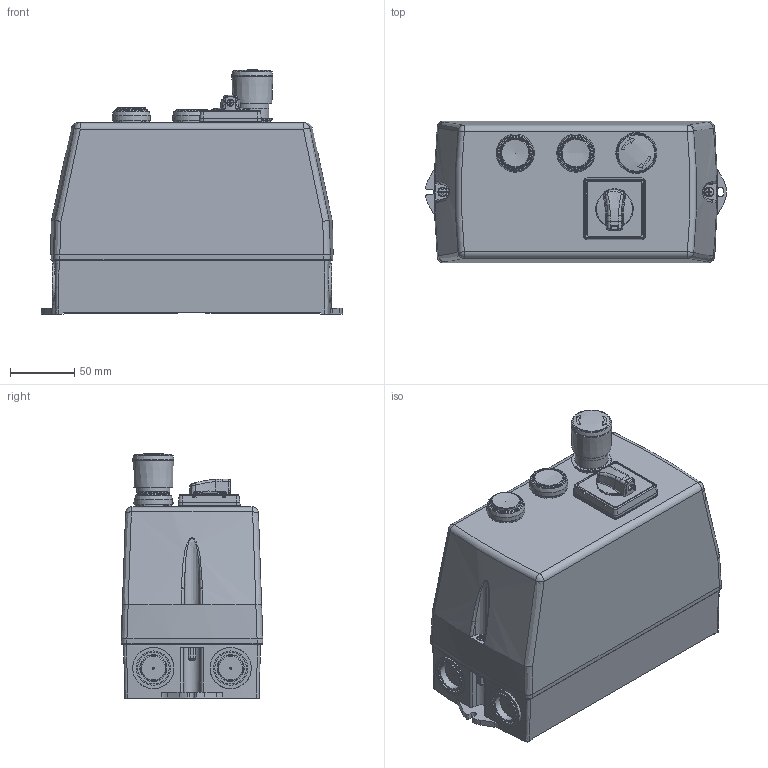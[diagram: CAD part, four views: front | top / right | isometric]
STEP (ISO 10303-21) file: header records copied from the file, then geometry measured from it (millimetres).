
FILE_DESCRIPTION(/* description */ (''),/* implementation_level */ '2;1');
FILE_NAME(/* name */ '3D_M2P009__.stp',/* time_stamp */ '2024-12-06T14:26:47+01:00',/* author */ (''),/* organization */ (''),/* preprocessor_version */ 'ST-DEVELOPER v16.7',/* originating_system */ 'SIEMENS PLM Software NX 12.0',/* authorisation */ '');
FILE_SCHEMA (('AP203_CONFIGURATION_CONTROLLED_3D_DESIGN_OF_MECHANICAL_PARTS_AND_ASSEMBLIES_MIM_LF { 1 0 10303 403 2 1 2}'));
Length unit declared in the file: millimetre
Products named in the file (1): Ferr2B90FABB2dys
Bounding box: 233.72 x 110 x 189.65 mm (x, y, z)
Surface area: 158787.9 mm2 (no closed solid volume)
Topology: 0 solids, 34 shells, 614 faces, 2634 edges, 2006 vertices
Faces by surface type: plane 290, cylinder 144, bspline 70, cone 51, torus 44, sphere 15
Full cylindrical faces by diameter (mm): 5.5 x1, 7.4 x2, 21 x4, 22.8 x1, 24.6 x4, 25.6 x1, 25.7 x1, 26.6 x4, 28.3 x3, 28.8 x1, 31 x1, 31.8 x1, 32 x4
Entity records: 29558 total; most frequent: CARTESIAN_POINT 9239, DIRECTION 3888, ORIENTED_EDGE 3602, EDGE_CURVE 2527, VERTEX_POINT 1984, LINE 1326, VECTOR 1326, AXIS2_PLACEMENT_3D 1281
